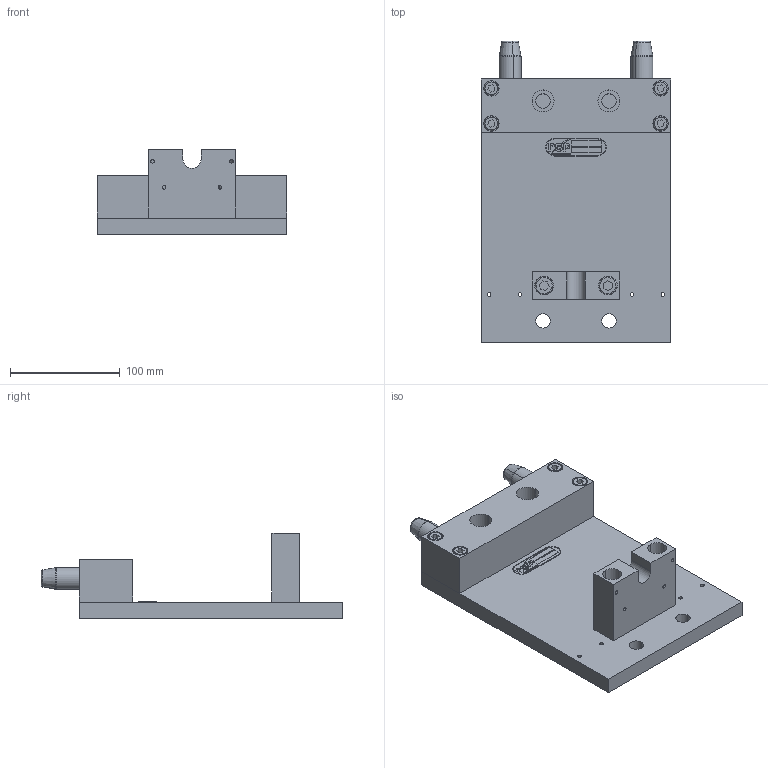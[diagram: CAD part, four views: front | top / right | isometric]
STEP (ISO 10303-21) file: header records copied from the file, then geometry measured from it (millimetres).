
FILE_DESCRIPTION (( 'STEP AP214' ), '1' );
FILE_NAME ('P8507.STEP', '2021-11-12T11:55:49', ( '' ), ( '' ), 'SwSTEP 2.0', 'SolidWorks 2019', '' );
FILE_SCHEMA (( 'AUTOMOTIVE_DESIGN' ));
Length unit declared in the file: millimetre
Products named in the file (1): P8507
Bounding box: 172 x 274.5 x 77.5 mm (x, y, z)
Volume: 1071227.9 mm3; surface area: 188694.4 mm2
Topology: 16 solids, 16 shells, 565 faces, 1407 edges, 917 vertices
Faces by surface type: plane 275, cylinder 119, bspline 96, cone 39, sphere 20, torus 16
Entity records: 27742 total; most frequent: CARTESIAN_POINT 8203, ORIENTED_EDGE 2790, DIRECTION 2466, EDGE_CURVE 1395, VERTEX_POINT 917, VECTOR 858, LINE 858, AXIS2_PLACEMENT_3D 804
